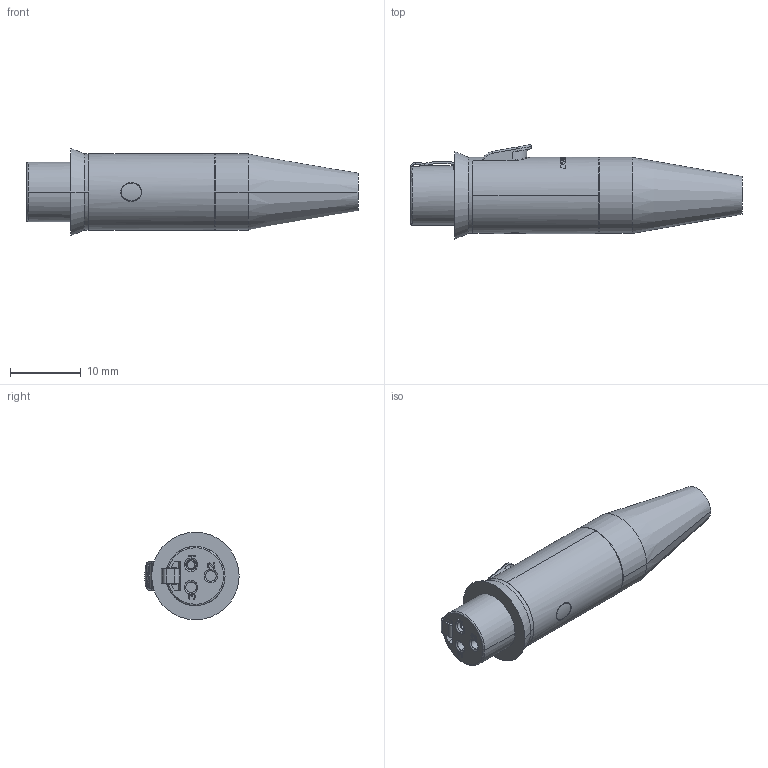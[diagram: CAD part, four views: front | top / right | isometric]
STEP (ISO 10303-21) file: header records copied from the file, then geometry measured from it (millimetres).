
FILE_DESCRIPTION((''),'2;1');
FILE_NAME('RT3FC-B-W2','2021-04-27T',('xhp'),(''),'PRO/ENGINEER BY PARAMETRIC TECHNOLOGY CORPORATION, 2013040','PRO/ENGINEER BY PARAMETRIC TECHNOLOGY CORPORATION, 2013040','');
FILE_SCHEMA(('CONFIG_CONTROL_DESIGN'));
Length unit declared in the file: millimetre
Products named in the file (1): RT3FC-B-W2
Bounding box: 47.01 x 13.35 x 12.39 mm (x, y, z)
Volume: 3512 mm3; surface area: 1686.9 mm2
Topology: 1 solids, 2 shells, 283 faces, 742 edges, 482 vertices
Faces by surface type: plane 210, cylinder 49, torus 11, bspline 5, extrusion 4, cone 4
Entity records: 9457 total; most frequent: CARTESIAN_POINT 2520, ORIENTED_EDGE 1484, DIRECTION 1335, EDGE_CURVE 742, VECTOR 523, LINE 519, VERTEX_POINT 482, AXIS2_PLACEMENT_3D 406
